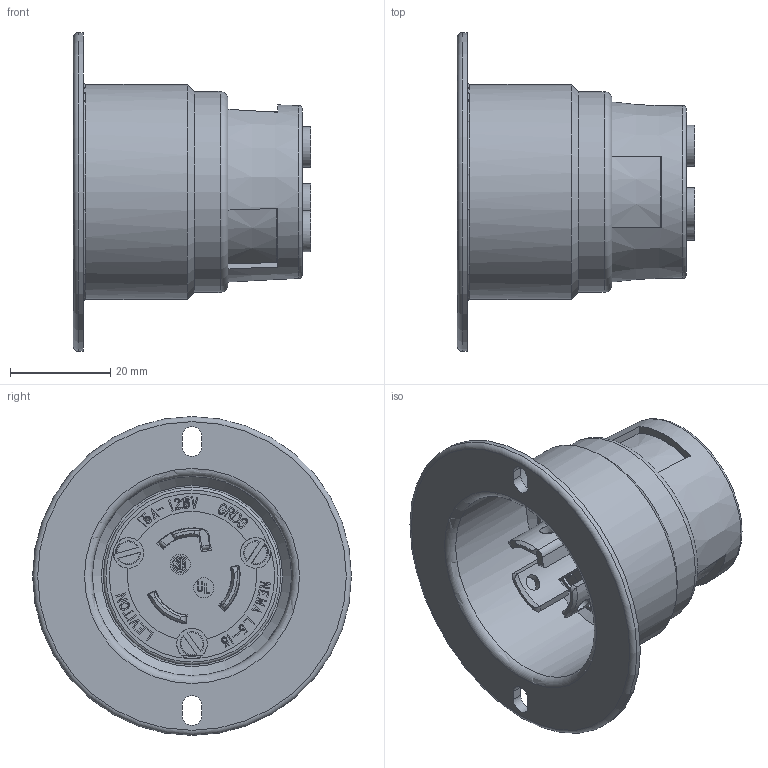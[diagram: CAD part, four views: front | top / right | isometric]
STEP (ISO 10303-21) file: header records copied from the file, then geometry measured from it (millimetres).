
FILE_DESCRIPTION (( 'STEP AP214' ), '1' );
FILE_NAME ('CATSTD-04716-00C-M01.STEP', '2022-02-28T18:47:06', ( '' ), ( '' ), 'SwSTEP 2.0', 'SolidWorks 2020', '' );
FILE_SCHEMA (( 'AUTOMOTIVE_DESIGN' ));
Length unit declared in the file: inch
Products named in the file (1): CATSTD-04716-00C-M01
Bounding box: 47.24 x 63.5 x 63.5 mm (x, y, z)
Surface area: 19001.4 mm2 (no closed solid volume)
Topology: 0 solids, 1 shells, 709 faces, 1950 edges, 1300 vertices
Faces by surface type: plane 529, cylinder 119, cone 29, bspline 17, torus 15
Full cylindrical faces by diameter (mm): 3.175 x3, 3.962 x2, 6.096 x3, 8.179 x3, 35.306 x1, 36.068 x1, 39.675 x1, 42.824 x1, 63.5 x1
Entity records: 36307 total; most frequent: CARTESIAN_POINT 9271, ORIENTED_EDGE 3826, DIRECTION 3488, EDGE_CURVE 1913, VECTOR 1378, LINE 1378, VERTEX_POINT 1292, AXIS2_PLACEMENT_3D 1055
